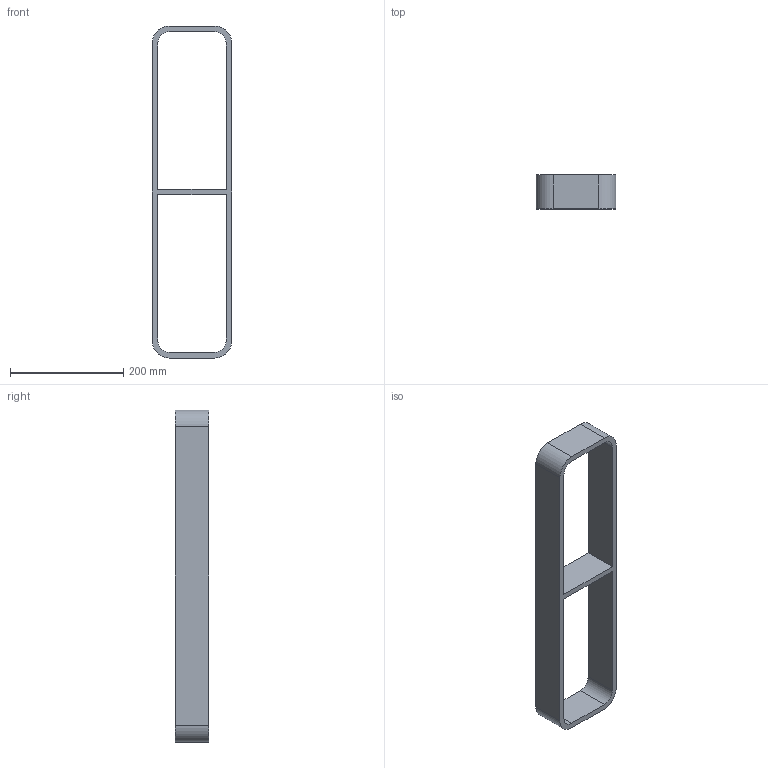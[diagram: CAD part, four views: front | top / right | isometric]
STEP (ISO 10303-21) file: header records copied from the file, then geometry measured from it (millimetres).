
FILE_DESCRIPTION((''),'2;1');
FILE_NAME('SRCR20-8+8X1.stp','2014-10-31T08:56:41',(''),(''),'Autodesk Inventor 2013','Autodesk Inventor 2013','');
FILE_SCHEMA(('AUTOMOTIVE_DESIGN { 1 0 10303 214 1 1 1 1 }'));
Length unit declared in the file: millimetre
Products named in the file (1): GH-ISO
Bounding box: 140.5 x 60 x 586 mm (x, y, z)
Volume: 894347.8 mm3; surface area: 207481.1 mm2
Topology: 1 solids, 1 shells, 22 faces, 60 edges, 40 vertices
Faces by surface type: plane 14, cylinder 8
Entity records: 734 total; most frequent: CARTESIAN_POINT 123, DIRECTION 122, ORIENTED_EDGE 120, EDGE_CURVE 60, VECTOR 44, LINE 44, VERTEX_POINT 40, AXIS2_PLACEMENT_3D 39
